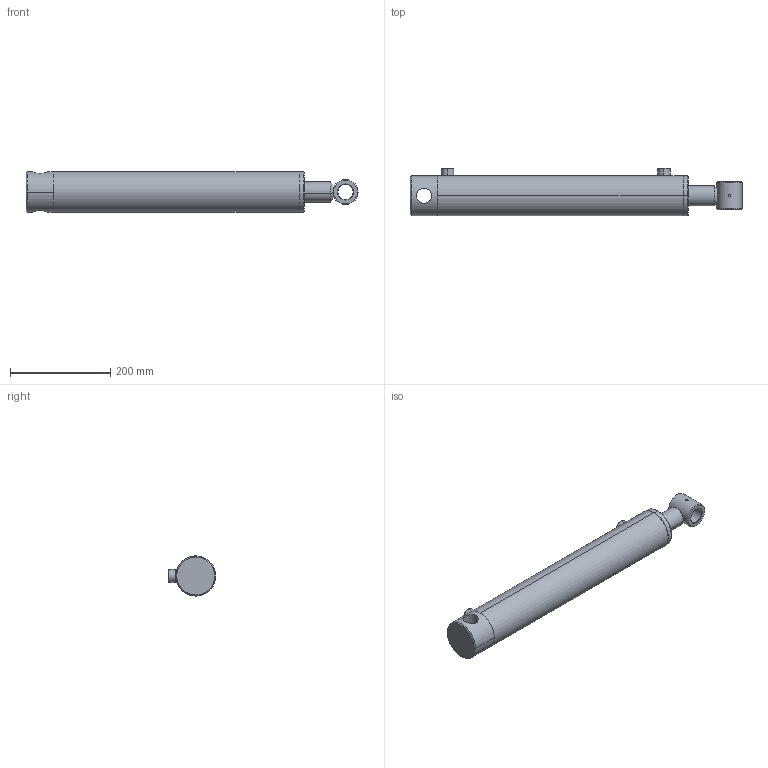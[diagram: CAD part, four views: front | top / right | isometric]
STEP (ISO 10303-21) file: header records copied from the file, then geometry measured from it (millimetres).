
FILE_DESCRIPTION (( 'STEP AP203' ), '1' );
FILE_NAME ('704-4.STEP', '2014-12-12T07:29:59', ( '' ), ( '' ), 'SwSTEP 2.0', 'SolidWorks 2015', '' );
FILE_SCHEMA (( 'CONFIG_CONTROL_DESIGN' ));
Length unit declared in the file: millimetre
Products named in the file (8): Stange^704-4; Boden^704-4; AL38; ET704; D704^704-4; 704-4; P704^704-4; Rohr^704-4
Assembly tree (8 placements, depth 2):
  704-4
    Rohr^704-4
    Stange^704-4
    AL38  x2
    D704^704-4
    P704^704-4
    Boden^704-4
    ET704
Bounding box: 663 x 95 x 80 mm (x, y, z)
Volume: 1815430.9 mm3; surface area: 399670.8 mm2
Topology: 8 solids, 8 shells, 115 faces, 239 edges, 144 vertices
Faces by surface type: cylinder 48, cone 44, plane 21, torus 2
Entity records: 4281 total; most frequent: CARTESIAN_POINT 1165, DIRECTION 521, ORIENTED_EDGE 422, AXIS2_PLACEMENT_3D 220, EDGE_CURVE 211, VERTEX_POINT 128, EDGE_LOOP 125, CIRCLE 108
